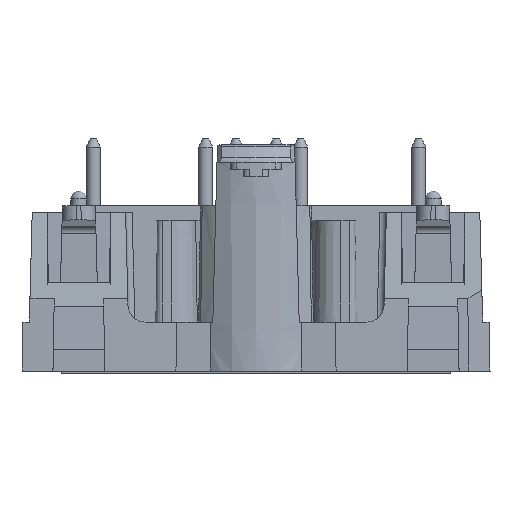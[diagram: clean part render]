
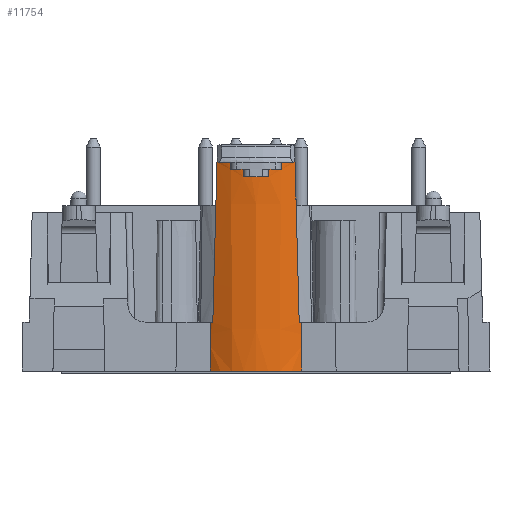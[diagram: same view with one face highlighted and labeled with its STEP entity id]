
A CAD part, left-side view. The second image highlights one B-rep face of the part: STEP entity #11754.
In plain terms, the highlighted conical face has half-angle 0.516 degrees and reference radius 5.5 mm.
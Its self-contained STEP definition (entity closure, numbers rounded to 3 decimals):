
#97=CONICAL_SURFACE('',#12612,5.5,0.009);
#126=ELLIPSE('',#12055,248.172,3.71);
#259=ELLIPSE('',#12586,283.039,6.957);
#269=ELLIPSE('',#12613,248.172,3.71);
#270=ELLIPSE('',#12615,283.039,6.957);
#803=LINE('',#17001,#1557);
#962=LINE('',#17582,#1716);
#967=LINE('',#17609,#1721);
#1014=LINE('',#17795,#1768);
#1557=VECTOR('',#14241,1000.);
#1716=VECTOR('',#14742,1000.);
#1721=VECTOR('',#14781,1000.);
#1768=VECTOR('',#14998,1000.);
#4025=ORIENTED_EDGE('',*,*,#4885,.F.);
#4026=ORIENTED_EDGE('',*,*,#5569,.F.);
#4027=ORIENTED_EDGE('',*,*,#5570,.T.);
#4028=ORIENTED_EDGE('',*,*,#5571,.F.);
#4029=ORIENTED_EDGE('',*,*,#4943,.T.);
#4030=ORIENTED_EDGE('',*,*,#5238,.T.);
#4031=ORIENTED_EDGE('',*,*,#5373,.T.);
#4032=ORIENTED_EDGE('',*,*,#5486,.T.);
#4033=ORIENTED_EDGE('',*,*,#5139,.T.);
#4034=ORIENTED_EDGE('',*,*,#5475,.T.);
#4035=ORIENTED_EDGE('',*,*,#4898,.T.);
#4036=ORIENTED_EDGE('',*,*,#5572,.T.);
#4037=ORIENTED_EDGE('',*,*,#5259,.T.);
#4038=ORIENTED_EDGE('',*,*,#5551,.F.);
#4039=ORIENTED_EDGE('',*,*,#5309,.T.);
#4040=ORIENTED_EDGE('',*,*,#4674,.T.);
#4674=EDGE_CURVE('',#5839,#5838,#126,.T.);
#4885=EDGE_CURVE('',#6015,#5838,#6515,.T.);
#4898=EDGE_CURVE('',#6025,#6024,#6516,.T.);
#4943=EDGE_CURVE('',#6063,#6062,#6531,.T.);
#5139=EDGE_CURVE('',#6195,#6194,#6566,.T.);
#5238=EDGE_CURVE('',#6062,#6256,#803,.T.);
#5259=EDGE_CURVE('',#6269,#6268,#6584,.T.);
#5309=EDGE_CURVE('',#6288,#5839,#6591,.T.);
#5373=EDGE_CURVE('',#6256,#6327,#6595,.T.);
#5475=EDGE_CURVE('',#6194,#6025,#962,.T.);
#5486=EDGE_CURVE('',#6327,#6195,#967,.T.);
#5551=EDGE_CURVE('',#6288,#6268,#259,.T.);
#5569=EDGE_CURVE('',#6169,#6015,#269,.T.);
#5570=EDGE_CURVE('',#6169,#6404,#6623,.T.);
#5571=EDGE_CURVE('',#6063,#6404,#270,.T.);
#5572=EDGE_CURVE('',#6024,#6269,#1014,.T.);
#5838=VERTEX_POINT('',#15777);
#5839=VERTEX_POINT('',#15779);
#6015=VERTEX_POINT('',#16272);
#6024=VERTEX_POINT('',#16297);
#6025=VERTEX_POINT('',#16299);
#6062=VERTEX_POINT('',#16420);
#6063=VERTEX_POINT('',#16422);
#6169=VERTEX_POINT('',#16727);
#6194=VERTEX_POINT('',#16802);
#6195=VERTEX_POINT('',#16804);
#6256=VERTEX_POINT('',#17000);
#6268=VERTEX_POINT('',#17039);
#6269=VERTEX_POINT('',#17041);
#6288=VERTEX_POINT('',#17198);
#6327=VERTEX_POINT('',#17329);
#6404=VERTEX_POINT('',#17793);
#6515=CIRCLE('',#12141,5.469);
#6516=CIRCLE('',#12146,5.595);
#6531=CIRCLE('',#12176,5.6);
#6566=CIRCLE('',#12289,5.591);
#6584=CIRCLE('',#12353,5.6);
#6591=CIRCLE('',#12393,5.5);
#6595=CIRCLE('',#12430,5.595);
#6623=CIRCLE('',#12614,5.5);
#7144=EDGE_LOOP('',(#4025,#4026,#4027,#4028,#4029,#4030,#4031,#4032,#4033,
#4034,#4035,#4036,#4037,#4038,#4039,#4040));
#7748=FACE_BOUND('',#7144,.T.);
#11754=ADVANCED_FACE('',(#7748),#97,.T.);
#12055=AXIS2_PLACEMENT_3D('',#15778,#13270,#13271);
#12141=AXIS2_PLACEMENT_3D('',#16273,#13602,#13603);
#12146=AXIS2_PLACEMENT_3D('',#16298,#13623,#13624);
#12176=AXIS2_PLACEMENT_3D('',#16421,#13702,#13703);
#12289=AXIS2_PLACEMENT_3D('',#16803,#14065,#14066);
#12353=AXIS2_PLACEMENT_3D('',#17040,#14278,#14279);
#12393=AXIS2_PLACEMENT_3D('',#17200,#14390,#14391);
#12430=AXIS2_PLACEMENT_3D('',#17330,#14511,#14512);
#12586=AXIS2_PLACEMENT_3D('',#17753,#14931,#14932);
#12612=AXIS2_PLACEMENT_3D('',#17790,#14990,#14991);
#12613=AXIS2_PLACEMENT_3D('',#17791,#14992,#14993);
#12614=AXIS2_PLACEMENT_3D('',#17792,#14994,#14995);
#12615=AXIS2_PLACEMENT_3D('',#17794,#14996,#14997);
#13270=DIRECTION('',(-1.,0.,-0.017));
#13271=DIRECTION('',(-0.017,0.,1.));
#13602=DIRECTION('',(0.,0.,-1.));
#13603=DIRECTION('',(1.,0.,0.));
#13623=DIRECTION('',(0.,0.,-1.));
#13624=DIRECTION('',(-1.,0.,0.));
#13702=DIRECTION('',(0.,0.,-1.));
#13703=DIRECTION('',(-1.,0.,0.));
#14065=DIRECTION('',(0.,0.,-1.));
#14066=DIRECTION('',(-1.,0.,0.));
#14241=DIRECTION('',(0.009,0.,-1.));
#14278=DIRECTION('',(0.,0.,-1.));
#14279=DIRECTION('',(-1.,0.,0.));
#14390=DIRECTION('',(0.,0.,-1.));
#14391=DIRECTION('',(-1.,0.,0.));
#14511=DIRECTION('',(0.,0.,-1.));
#14512=DIRECTION('',(-1.,0.,0.));
#14742=DIRECTION('',(-0.009,0.,1.));
#14781=DIRECTION('',(0.009,0.,-1.));
#14931=DIRECTION('',(0.,1.,0.026));
#14932=DIRECTION('',(0.,-0.026,1.));
#14990=DIRECTION('',(0.,0.,1.));
#14991=DIRECTION('',(-1.,0.,0.));
#14992=DIRECTION('',(1.,0.,0.017));
#14993=DIRECTION('',(-0.017,0.,1.));
#14994=DIRECTION('',(0.,0.,-1.));
#14995=DIRECTION('',(-1.,0.,0.));
#14996=DIRECTION('',(0.,-1.,0.026));
#14997=DIRECTION('',(0.,0.026,1.));
#14998=DIRECTION('',(-0.009,0.,1.));
#15777=CARTESIAN_POINT('',(-31.941,3.193,0.));
#15778=CARTESIAN_POINT('',(-29.735,0.,-126.336));
#15779=CARTESIAN_POINT('',(-32.,3.162,3.4));
#16272=CARTESIAN_POINT('',(-31.941,-3.193,0.));
#16273=CARTESIAN_POINT('',(-27.5,0.,0.));
#16297=CARTESIAN_POINT('',(-32.815,1.75,14.));
#16298=CARTESIAN_POINT('',(-27.5,0.,14.));
#16299=CARTESIAN_POINT('',(-33.023,0.9,14.));
#16420=CARTESIAN_POINT('',(-32.82,-1.75,14.5));
#16421=CARTESIAN_POINT('',(-27.5,0.,14.5));
#16422=CARTESIAN_POINT('',(-32.401,-2.709,14.5));
#16727=CARTESIAN_POINT('',(-32.,-3.162,3.4));
#16802=CARTESIAN_POINT('',(-33.018,0.9,13.5));
#16803=CARTESIAN_POINT('',(-27.5,0.,13.5));
#16804=CARTESIAN_POINT('',(-33.018,-0.9,13.5));
#17000=CARTESIAN_POINT('',(-32.815,-1.75,14.));
#17001=CARTESIAN_POINT('',(-32.817,-1.75,14.25));
#17039=CARTESIAN_POINT('',(-32.401,2.709,14.5));
#17040=CARTESIAN_POINT('',(-27.5,0.,14.5));
#17041=CARTESIAN_POINT('',(-32.82,1.75,14.5));
#17198=CARTESIAN_POINT('',(-32.11,3.,3.4));
#17200=CARTESIAN_POINT('',(-27.5,0.,3.4));
#17329=CARTESIAN_POINT('',(-33.023,-0.9,14.));
#17330=CARTESIAN_POINT('',(-27.5,0.,14.));
#17582=CARTESIAN_POINT('',(-33.02,0.9,13.75));
#17609=CARTESIAN_POINT('',(-33.02,-0.9,13.75));
#17753=CARTESIAN_POINT('',(-27.5,-2.549,215.309));
#17790=CARTESIAN_POINT('',(-27.5,0.,3.4));
#17791=CARTESIAN_POINT('',(-29.735,0.,-126.336));
#17792=CARTESIAN_POINT('',(-27.5,0.,3.4));
#17793=CARTESIAN_POINT('',(-32.11,-3.,3.4));
#17794=CARTESIAN_POINT('',(-27.5,2.549,215.309));
#17795=CARTESIAN_POINT('',(-32.817,1.75,14.25));
